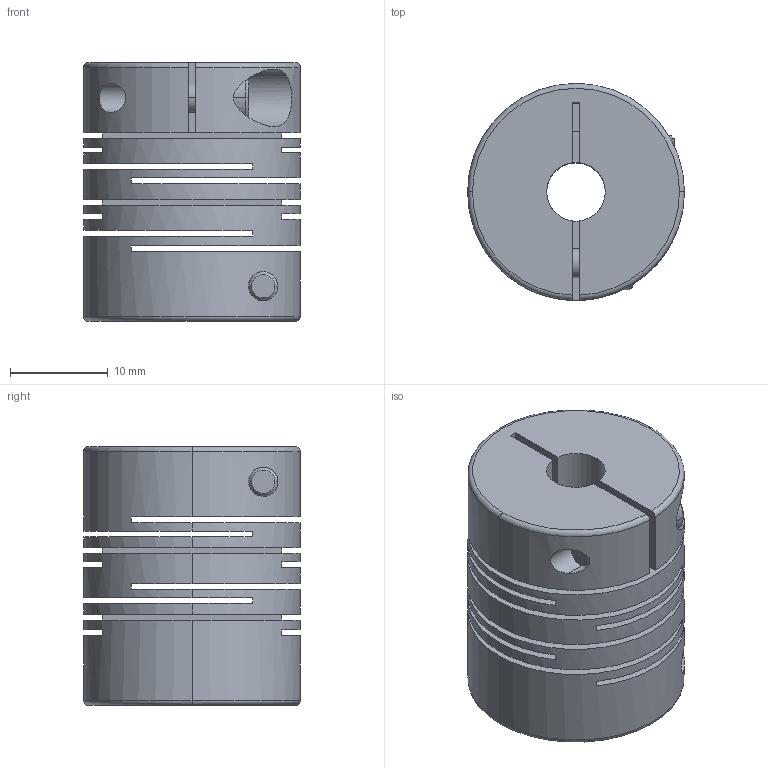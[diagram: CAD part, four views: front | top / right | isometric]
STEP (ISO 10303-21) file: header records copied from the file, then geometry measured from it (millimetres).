
FILE_DESCRIPTION (( 'STEP AP203' ), '1' );
FILE_NAME ('SRB-22C-6-6.step', '2025-10-16T13:54:02', ( '' ), ( '' ), 'SwSTEP 2.0', 'SolidWorks 2024', '' );
FILE_SCHEMA (( 'CONFIG_CONTROL_DESIGN' ));
Length unit declared in the file: millimetre
Products named in the file (1): SRB-22C-6-6
Bounding box: 22.2 x 22.2 x 26.5 mm (x, y, z)
Volume: 7773.4 mm3; surface area: 8151.4 mm2
Topology: 1 solids, 1 shells, 115 faces, 304 edges, 199 vertices
Faces by surface type: plane 60, cylinder 42, cone 8, torus 5
Entity records: 3923 total; most frequent: CARTESIAN_POINT 857, DIRECTION 650, ORIENTED_EDGE 608, EDGE_CURVE 304, AXIS2_PLACEMENT_3D 242, VERTEX_POINT 199, VECTOR 166, LINE 166
